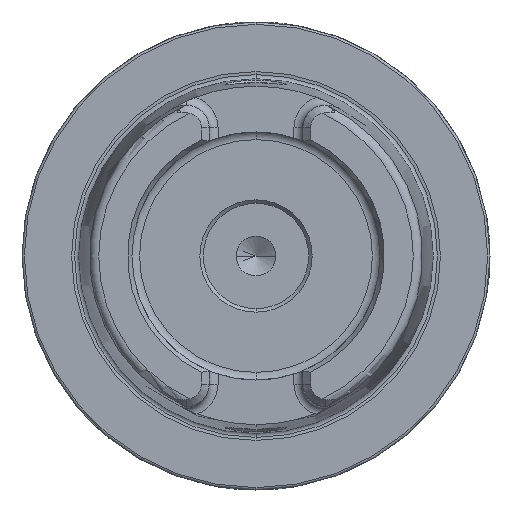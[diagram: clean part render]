
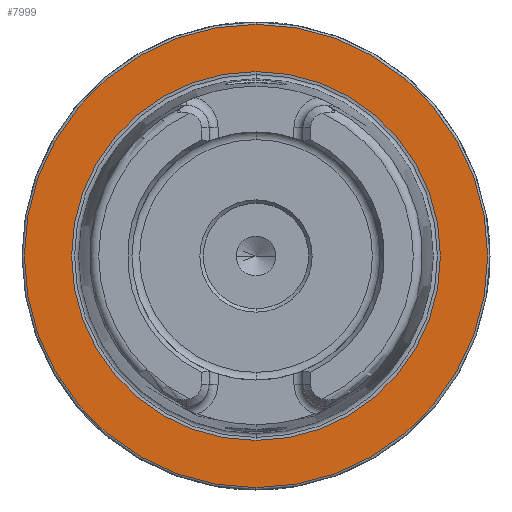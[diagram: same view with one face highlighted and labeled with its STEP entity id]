
A CAD part, left-side view. The second image highlights one B-rep face of the part: STEP entity #7999.
In plain terms, the highlighted planar face has unit normal (-1, 0, 0).
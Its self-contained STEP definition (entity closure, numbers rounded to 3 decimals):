
#149 = ORIENTED_EDGE ( 'NONE', *, *, #18614, .F. ) ;
#988 = CARTESIAN_POINT ( 'NONE',  ( 0., 0., 0. ) ) ;
#1143 = AXIS2_PLACEMENT_3D ( 'NONE', #14922, #21240, #26079 ) ;
#1187 = VERTEX_POINT ( 'NONE', #25151 ) ;
#1924 = DIRECTION ( 'NONE',  ( 0., 0., 1. ) ) ;
#3109 = EDGE_CURVE ( 'NONE', #5811, #1187, #11919, .T. ) ;
#3840 = CARTESIAN_POINT ( 'NONE',  ( 0., 0., -49.5 ) ) ;
#4315 = VERTEX_POINT ( 'NONE', #26289 ) ;
#4840 = DIRECTION ( 'NONE',  ( 0., 0., 1. ) ) ;
#5811 = VERTEX_POINT ( 'NONE', #3840 ) ;
#6558 = FACE_BOUND ( 'NONE', #21737, .T. ) ;
#6982 = DIRECTION ( 'NONE',  ( -1., 0., 0. ) ) ;
#7102 = CIRCLE ( 'NONE', #16194, 39.405 ) ;
#7514 = CARTESIAN_POINT ( 'NONE',  ( 0., 49.5, 0. ) ) ;
#7628 = VERTEX_POINT ( 'NONE', #13824 ) ;
#7999 = ADVANCED_FACE ( 'NONE', ( #6558, #17523 ), #18490, .F. ) ;
#8432 = ORIENTED_EDGE ( 'NONE', *, *, #16531, .T. ) ;
#9781 = DIRECTION ( 'NONE',  ( 0., 0., -1. ) ) ;
#10175 = EDGE_LOOP ( 'NONE', ( #8432, #27994 ) ) ;
#10467 = DIRECTION ( 'NONE',  ( 0., 0., 1. ) ) ;
#11919 = CIRCLE ( 'NONE', #13280, 49.5 ) ;
#12431 = ORIENTED_EDGE ( 'NONE', *, *, #14908, .F. ) ;
#12861 = DIRECTION ( 'NONE',  ( -1., 0., 0. ) ) ;
#13280 = AXIS2_PLACEMENT_3D ( 'NONE', #17293, #12861, #1924 ) ;
#13824 = CARTESIAN_POINT ( 'NONE',  ( 0., 0., 39.405 ) ) ;
#14328 = CARTESIAN_POINT ( 'NONE',  ( 0., 0., 0. ) ) ;
#14908 = EDGE_CURVE ( 'NONE', #4315, #7628, #24375, .T. ) ;
#14922 = CARTESIAN_POINT ( 'NONE',  ( 0., 0., 0. ) ) ;
#15542 = AXIS2_PLACEMENT_3D ( 'NONE', #7514, #26526, #9781 ) ;
#16194 = AXIS2_PLACEMENT_3D ( 'NONE', #988, #6982, #4840 ) ;
#16481 = DIRECTION ( 'NONE',  ( -1., 0., 0. ) ) ;
#16531 = EDGE_CURVE ( 'NONE', #1187, #5811, #25914, .T. ) ;
#17293 = CARTESIAN_POINT ( 'NONE',  ( 0., 0., 0. ) ) ;
#17523 = FACE_OUTER_BOUND ( 'NONE', #10175, .T. ) ;
#18490 = PLANE ( 'NONE',  #15542 ) ;
#18614 = EDGE_CURVE ( 'NONE', #7628, #4315, #7102, .T. ) ;
#21240 = DIRECTION ( 'NONE',  ( -1., 0., 0. ) ) ;
#21737 = EDGE_LOOP ( 'NONE', ( #149, #12431 ) ) ;
#22721 = AXIS2_PLACEMENT_3D ( 'NONE', #14328, #16481, #10467 ) ;
#24375 = CIRCLE ( 'NONE', #1143, 39.405 ) ;
#25151 = CARTESIAN_POINT ( 'NONE',  ( 0., 0., 49.5 ) ) ;
#25914 = CIRCLE ( 'NONE', #22721, 49.5 ) ;
#26079 = DIRECTION ( 'NONE',  ( 0., 0., 1. ) ) ;
#26289 = CARTESIAN_POINT ( 'NONE',  ( 0., 0., -39.405 ) ) ;
#26526 = DIRECTION ( 'NONE',  ( 1., 0., 0. ) ) ;
#27994 = ORIENTED_EDGE ( 'NONE', *, *, #3109, .T. ) ;
